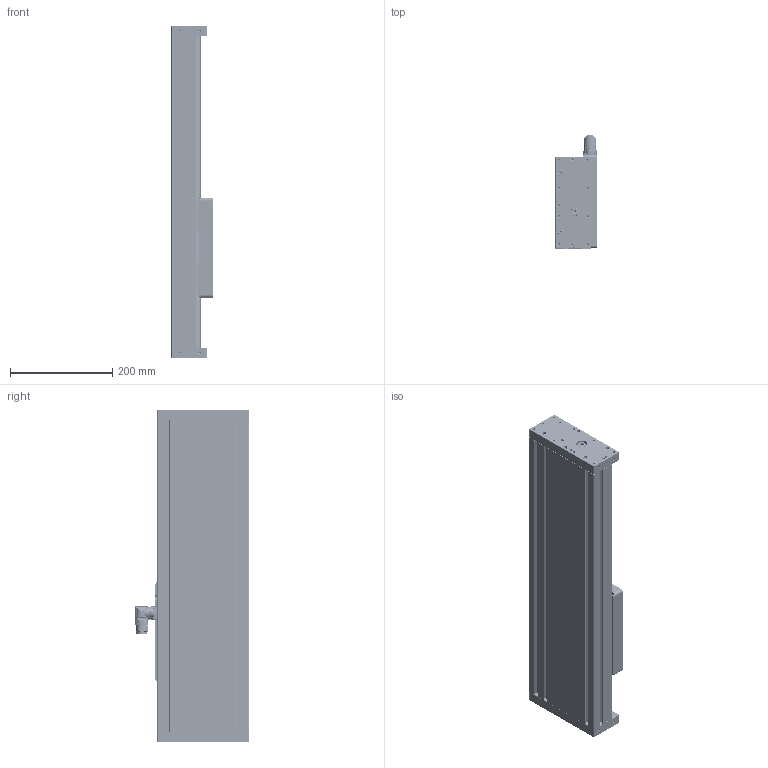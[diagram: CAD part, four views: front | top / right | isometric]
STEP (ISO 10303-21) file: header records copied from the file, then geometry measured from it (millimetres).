
FILE_DESCRIPTION (( 'STEP AP214' ), '1' );
FILE_NAME ('0186-1386_250508_EM01-48-650_415_1CE48x150G-HP-BE02-MD01-C.STEP', '2025-05-08T12:25:38', ( '' ), ( '' ), 'SwSTEP 2.0', 'SolidWorks 2024', '' );
FILE_SCHEMA (( 'AUTOMOTIVE_DESIGN' ));
Length unit declared in the file: millimetre
Products named in the file (26): 0230-0791_Zyl.-schr_i-6kt_M4x18_12.9_schwarz; 0230-0718_zyl.-schr._i-6kt_M6x22_8.8_v-b; 0186-1379_CE48x150G-HP-BE02-MD01-C_4xWageli; 0180-3478_EM01k-48-AH-V2; 0230-0231_Zyl.-Stift_5x20_STAHL-GH; 0230-0433_LLTHC 15 U-T0 P5; 0150-2189_Hammermutter N8!M4; 0230-0037_Zyl.-Schr._i-6kt_M6x30_8.8_v-b; 0186-1386_250508_EM01-48-650_415_1CE48x150G-HP-BE02-MD01-C; PS01-48x150G-HP-B-E01; 0160-0844_Lins.-Schr_I-6rd_M2.5x8_INOX; 0160-3525_ES01k-48x610_EMB01k-48x610; 0230-0653_Zyl.-Schr._I-6kt_n-K_M10x25_8.8_v-b; 0230-0348_O-Ring_27.00x3.50_NBR70_schwarz; 0150-3081_MC01-Cw!m_GANZ; 0180-3477_EM01k-48-AV-V2; 0186-1771_EM01-48-650; 0186-1539_PL01-28x620!570-HP-SF_PL01-28x620!570-HP-SF; Kabel_EM01; 0230-0041_zyl.-schr._i-6kt_M4x16_8.8_v-b; 0180-2005_EM01k-48x150-APF-W; 0160-4609_LR01-15x608_608; 0160-0807_Kugelscheibe_M10x20.5x4_INOX_SSC; 0180-0434_PS10k-SF923; 123742; 147522_1
Assembly tree (100 placements, depth 4):
  0186-1386_250508_EM01-48-650_415_1CE48x150G-HP-BE02-MD01-C
    0186-1771_EM01-48-650
      0180-3478_EM01k-48-AH-V2
      0160-3525_ES01k-48x610_EMB01k-48x610
      0160-4609_LR01-15x608_608  x2
      0230-0041_zyl.-schr._i-6kt_M4x16_8.8_v-b  x20
      0150-2189_Hammermutter N8!M4  x20
      0186-1539_PL01-28x620!570-HP-SF_PL01-28x620!570-HP-SF
      0180-3477_EM01k-48-AV-V2
      0160-0807_Kugelscheibe_M10x20.5x4_INOX_SSC  x2
      0230-0653_Zyl.-Schr._I-6kt_n-K_M10x25_8.8_v-b
      0230-0037_Zyl.-Schr._i-6kt_M6x30_8.8_v-b  x10
      0230-0231_Zyl.-Stift_5x20_STAHL-GH  x4
      0230-0348_O-Ring_27.00x3.50_NBR70_schwarz
    0186-1379_CE48x150G-HP-BE02-MD01-C_4xWageli
      0180-2005_EM01k-48x150-APF-W
      0230-0433_LLTHC 15 U-T0 P5  x4
      0160-0844_Lins.-Schr_I-6rd_M2.5x8_INOX  x4
      0150-3081_MC01-Cw!m_GANZ
        123742
        147522_1
      PS01-48x150G-HP-B-E01
      Kabel_EM01
      0230-0718_zyl.-schr._i-6kt_M6x22_8.8_v-b  x3
      0230-0791_Zyl.-schr_i-6kt_M4x18_12.9_schwarz  x16
      0180-0434_PS10k-SF923
Bounding box: 81 x 222.92 x 650 mm (x, y, z)
Volume: 4546982.6 mm3; surface area: 1057644.8 mm2
Topology: 110 solids, 110 shells, 9250 faces, 21799 edges, 12954 vertices
Faces by surface type: cone 2977, plane 2866, cylinder 2402, bspline 889, torus 116
Full cylindrical faces by diameter (mm): 1 x10, 1.2 x5, 1.5 x5, 1.8 x5, 2 x8, 2.05 x5, 2.6 x8, 2.7 x8, 2.8 x5, 2.9 x4, 3 x1, 3.3 x23, 4 x804, 4.3 x16, 4.5 x24, 5 x104, 5.501 x2, 6 x340, 6.4 x10, 6.6 x9, 7 x36, 7.5 x20, 8 x16, 8.5 x2, 9 x2, 10 x31, 10.5 x19, 10.8 x1, 11 x5, 16 x1
Entity records: 166422 total; most frequent: CARTESIAN_POINT 57280, ORIENTED_EDGE 16878, DIRECTION 13346, EDGE_CURVE 8439, VERTEX_POINT 5844, EDGE_LOOP 4773, AXIS2_PLACEMENT_3D 4500, VECTOR 4346
